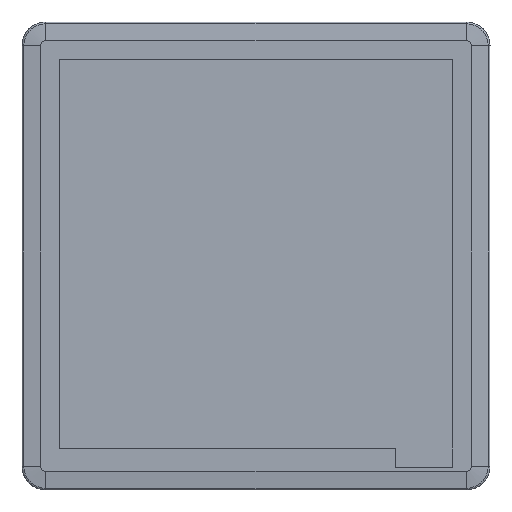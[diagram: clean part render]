
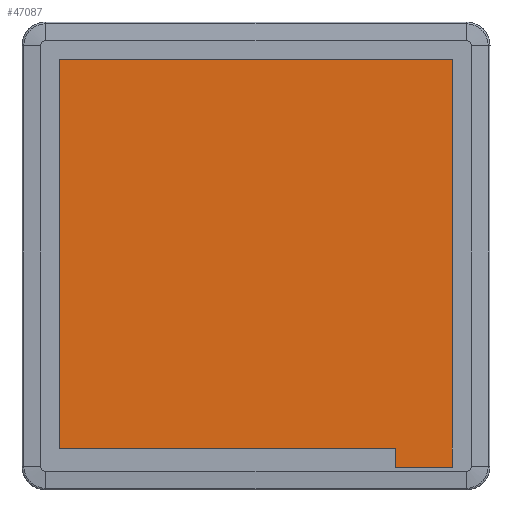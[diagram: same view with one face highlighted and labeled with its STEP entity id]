
A CAD part, front view. The second image highlights one B-rep face of the part: STEP entity #47087.
In plain terms, the highlighted planar face has unit normal (0, -1, 0).
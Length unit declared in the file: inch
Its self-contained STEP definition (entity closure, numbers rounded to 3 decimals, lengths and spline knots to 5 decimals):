
#679 = LINE ( 'NONE', #39991, #3900 ) ;
#3251 = ORIENTED_EDGE ( 'NONE', *, *, #16338, .F. ) ;
#3602 = CARTESIAN_POINT ( 'NONE',  ( -4.13388, -1.31102, -4.45675 ) ) ;
#3900 = VECTOR ( 'NONE', #49070, 39.37008 ) ;
#4228 = ORIENTED_EDGE ( 'NONE', *, *, #8607, .F. ) ;
#5313 = EDGE_CURVE ( 'NONE', #44758, #53955, #679, .T. ) ;
#7630 = VERTEX_POINT ( 'NONE', #35703 ) ;
#8016 = ORIENTED_EDGE ( 'NONE', *, *, #5313, .F. ) ;
#8607 = EDGE_CURVE ( 'NONE', #47947, #51909, #25430, .T. ) ;
#9301 = CARTESIAN_POINT ( 'NONE',  ( 4.13388, -1.31102, -4.45675 ) ) ;
#10440 = DIRECTION ( 'NONE',  ( 0., 0., -1. ) ) ;
#13057 = CARTESIAN_POINT ( 'NONE',  ( 4.13353, -1.31102, 4.13352 ) ) ;
#15828 = LINE ( 'NONE', #57989, #41287 ) ;
#16338 = EDGE_CURVE ( 'NONE', #51909, #44758, #61510, .T. ) ;
#17974 = FACE_OUTER_BOUND ( 'NONE', #52962, .T. ) ;
#19812 = LINE ( 'NONE', #30108, #31358 ) ;
#19821 = CARTESIAN_POINT ( 'NONE',  ( 4.13353, -1.31102, -4.45675 ) ) ;
#21877 = DIRECTION ( 'NONE',  ( 1., 0., 0. ) ) ;
#22383 = AXIS2_PLACEMENT_3D ( 'NONE', #3602, #51083, #38470 ) ;
#23031 = CARTESIAN_POINT ( 'NONE',  ( -4.13353, -1.31102, -4.04696 ) ) ;
#24626 = DIRECTION ( 'NONE',  ( 0., 0., -1. ) ) ;
#24714 = VERTEX_POINT ( 'NONE', #51631 ) ;
#25110 = DIRECTION ( 'NONE',  ( 0., 0., 1. ) ) ;
#25430 = LINE ( 'NONE', #19821, #60816 ) ;
#27858 = EDGE_CURVE ( 'NONE', #28689, #7630, #15828, .T. ) ;
#28689 = VERTEX_POINT ( 'NONE', #23031 ) ;
#29095 = EDGE_CURVE ( 'NONE', #53955, #24714, #19812, .T. ) ;
#29157 = VECTOR ( 'NONE', #57276, 39.37008 ) ;
#30108 = CARTESIAN_POINT ( 'NONE',  ( 2.93309, -1.31102, -4.45675 ) ) ;
#30493 = DIRECTION ( 'NONE',  ( 0., 0., 1. ) ) ;
#30648 = LINE ( 'NONE', #60001, #56263 ) ;
#31236 = CARTESIAN_POINT ( 'NONE',  ( 2.93309, -1.31102, -4.45675 ) ) ;
#31358 = VECTOR ( 'NONE', #25110, 39.37008 ) ;
#31742 = EDGE_CURVE ( 'NONE', #7630, #47947, #30648, .T. ) ;
#33055 = CARTESIAN_POINT ( 'NONE',  ( 4.13388, -1.31102, -4.45675 ) ) ;
#33197 = CARTESIAN_POINT ( 'NONE',  ( 4.1337, -1.31103, -4.03943 ) ) ;
#35703 = CARTESIAN_POINT ( 'NONE',  ( -4.13353, -1.31102, 4.13352 ) ) ;
#36282 = ORIENTED_EDGE ( 'NONE', *, *, #29095, .F. ) ;
#36386 = PLANE ( 'NONE',  #22383 ) ;
#38470 = DIRECTION ( 'NONE',  ( 0., 0., 1. ) ) ;
#39991 = CARTESIAN_POINT ( 'NONE',  ( -4.13388, -1.31102, -4.45675 ) ) ;
#41287 = VECTOR ( 'NONE', #30493, 39.37008 ) ;
#42607 = EDGE_CURVE ( 'NONE', #24714, #28689, #48225, .T. ) ;
#44758 = VERTEX_POINT ( 'NONE', #9301 ) ;
#47087 = ADVANCED_FACE ( 'NONE', ( #17974 ), #36386, .F. ) ;
#47947 = VERTEX_POINT ( 'NONE', #13057 ) ;
#48225 = LINE ( 'NONE', #56964, #29157 ) ;
#49070 = DIRECTION ( 'NONE',  ( -1., 0., 0. ) ) ;
#49150 = VECTOR ( 'NONE', #24626, 39.37008 ) ;
#51083 = DIRECTION ( 'NONE',  ( 0., 1., 0. ) ) ;
#51631 = CARTESIAN_POINT ( 'NONE',  ( 2.93309, -1.31102, -4.04696 ) ) ;
#51909 = VERTEX_POINT ( 'NONE', #33197 ) ;
#52962 = EDGE_LOOP ( 'NONE', ( #53887, #56187, #36282, #8016, #3251, #4228, #55764 ) ) ;
#53887 = ORIENTED_EDGE ( 'NONE', *, *, #27858, .F. ) ;
#53955 = VERTEX_POINT ( 'NONE', #31236 ) ;
#55764 = ORIENTED_EDGE ( 'NONE', *, *, #31742, .F. ) ;
#56187 = ORIENTED_EDGE ( 'NONE', *, *, #42607, .F. ) ;
#56263 = VECTOR ( 'NONE', #21877, 39.37008 ) ;
#56964 = CARTESIAN_POINT ( 'NONE',  ( -4.13388, -1.31102, -4.04696 ) ) ;
#57276 = DIRECTION ( 'NONE',  ( -1., 0., 0. ) ) ;
#57989 = CARTESIAN_POINT ( 'NONE',  ( -4.13353, -1.31102, -4.86589 ) ) ;
#60001 = CARTESIAN_POINT ( 'NONE',  ( 4.96112, -1.31102, 4.13352 ) ) ;
#60816 = VECTOR ( 'NONE', #10440, 39.37008 ) ;
#61510 = LINE ( 'NONE', #33055, #49150 ) ;
